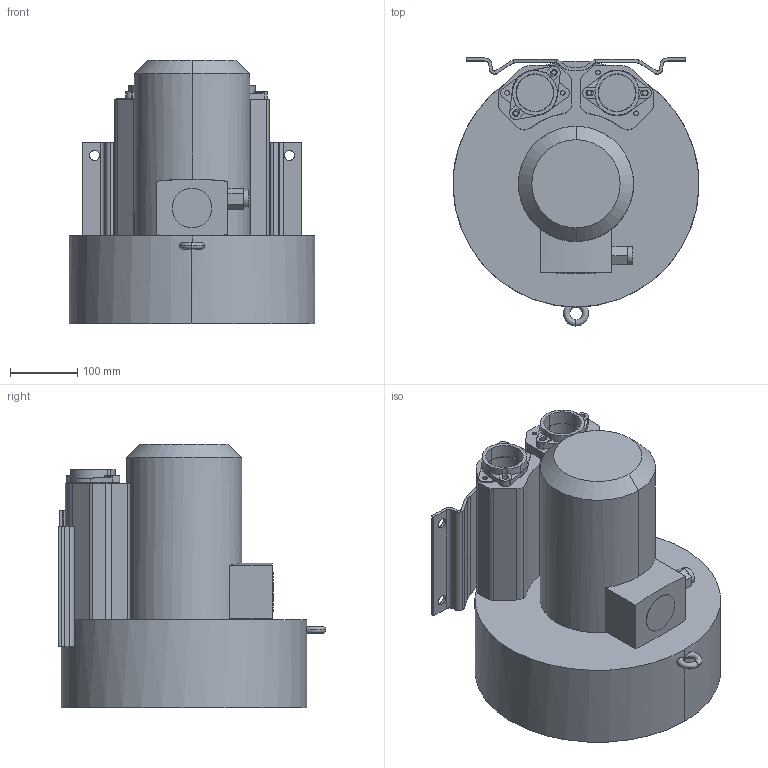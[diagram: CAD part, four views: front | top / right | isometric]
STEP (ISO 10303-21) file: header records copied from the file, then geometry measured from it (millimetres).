
FILE_DESCRIPTION(/* description */ (''),/* implementation_level */ '2;1');
FILE_NAME(/* name */ '2RB630-1AQ06-JT-.stp',/* time_stamp */ '2025-07-14T10:46:50+08:00',/* author */ (''),/* organization */ (''),/* preprocessor_version */ 'ST-DEVELOPER v16',/* originating_system */ 'SIEMENS PLM Software NX 10.0',/* authorisation */ '');
FILE_SCHEMA (('AP203_CONFIGURATION_CONTROLLED_3D_DESIGN_OF_MECHANICAL_PARTS_AND_ASSEMBLIES_MIM_LF { 1 0 10303 403 2 1 2}'));
Length unit declared in the file: millimetre
Products named in the file (1): Admi051CEFCEdbi5
Bounding box: 365.8 x 398.75 x 392.5 mm (x, y, z)
Volume: 23613993 mm3; surface area: 811526.1 mm2
Topology: 1 solids, 1 shells, 256 faces, 785 edges, 552 vertices
Faces by surface type: plane 126, cylinder 124, torus 4, cone 2
Full cylindrical faces by diameter (mm): 26 x1, 59 x1
Entity records: 9233 total; most frequent: CARTESIAN_POINT 1701, DIRECTION 1649, ORIENTED_EDGE 1562, EDGE_CURVE 781, AXIS2_PLACEMENT_3D 636, VERTEX_POINT 550, LINE 377, VECTOR 377
